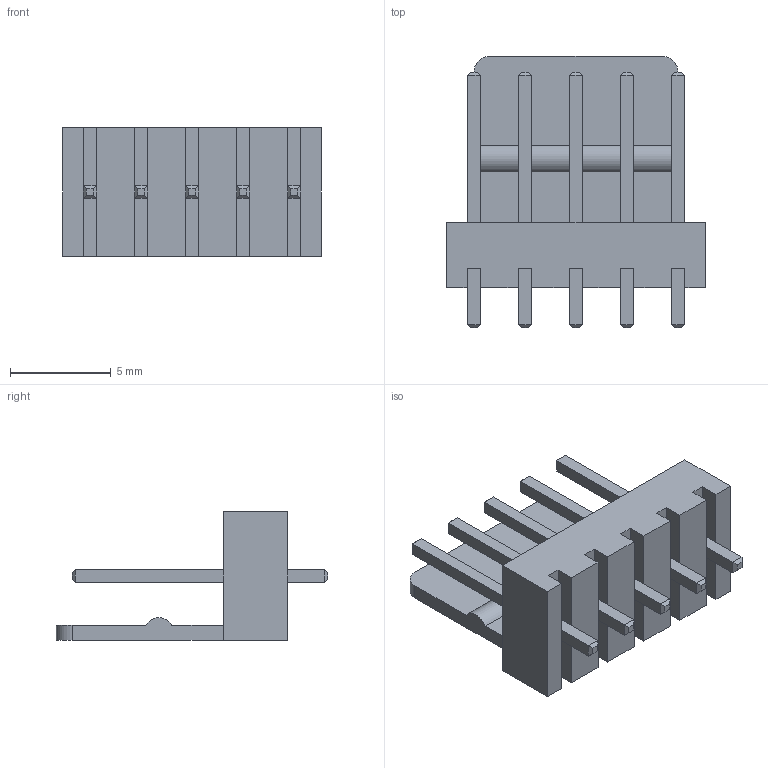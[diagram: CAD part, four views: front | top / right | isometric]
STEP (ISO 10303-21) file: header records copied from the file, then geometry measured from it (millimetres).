
FILE_DESCRIPTION(/* description */ (''),/* implementation_level */ '2;1');
FILE_NAME(/* name */ 'Pluggable Pin Header 5-way.step',/* time_stamp */ '2019-02-10T04:18:52+11:00',/* author */ ('austfox'),/* organization */ (''),/* preprocessor_version */ 'ST-DEVELOPER v17.2',/* originating_system */ 'Autodesk Translation Framework v7.6.0.251',/* authorisation */ '');
FILE_SCHEMA (('AUTOMOTIVE_DESIGN { 1 0 10303 214 3 1 1 }'));
Length unit declared in the file: millimetre
Products named in the file (1): Pluggable Pin Header 5-way
Bounding box: 12.86 x 13.5 x 6.4 mm (x, y, z)
Volume: 335 mm3; surface area: 689.8 mm2
Topology: 6 solids, 6 shells, 104 faces, 236 edges, 144 vertices
Faces by surface type: plane 101, cylinder 3
Entity records: 2841 total; most frequent: CARTESIAN_POINT 485, ORIENTED_EDGE 472, DIRECTION 452, EDGE_CURVE 236, LINE 230, VECTOR 230, VERTEX_POINT 144, AXIS2_PLACEMENT_3D 111
